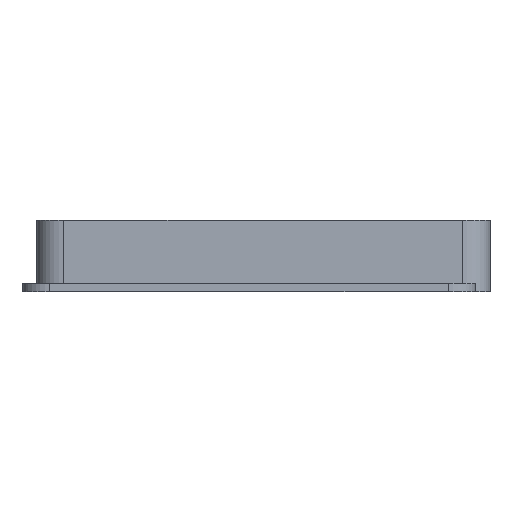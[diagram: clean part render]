
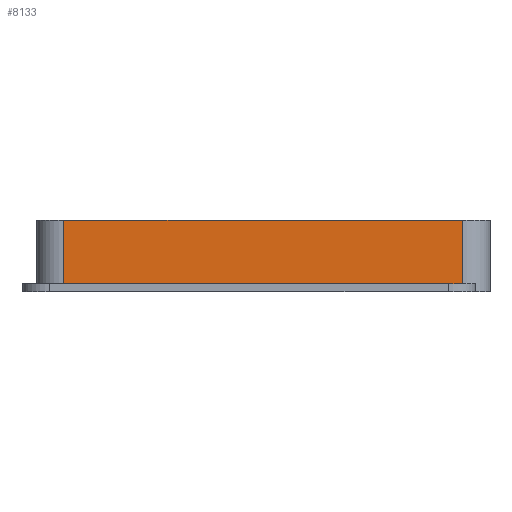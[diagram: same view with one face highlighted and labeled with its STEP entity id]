
A CAD part, left-side view. The second image highlights one B-rep face of the part: STEP entity #8133.
In plain terms, the highlighted planar face has unit normal (-1, 0, 0).
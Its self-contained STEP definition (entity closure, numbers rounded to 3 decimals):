
#1242=FACE_OUTER_BOUND('',#1705,.T.);
#1705=EDGE_LOOP('',(#7097,#7098,#7099,#7100));
#2329=LINE('',#16466,#2998);
#2331=LINE('',#16472,#3000);
#2332=LINE('',#16474,#3001);
#2333=LINE('',#16475,#3002);
#2998=VECTOR('',#9225,10.);
#3000=VECTOR('',#9231,10.);
#3001=VECTOR('',#9232,10.);
#3002=VECTOR('',#9233,10.);
#3809=VERTEX_POINT('',#16463);
#3810=VERTEX_POINT('',#16465);
#3812=VERTEX_POINT('',#16471);
#3813=VERTEX_POINT('',#16473);
#4936=EDGE_CURVE('',#3809,#3810,#2329,.T.);
#4939=EDGE_CURVE('',#3812,#3809,#2331,.T.);
#4940=EDGE_CURVE('',#3813,#3812,#2332,.T.);
#4941=EDGE_CURVE('',#3810,#3813,#2333,.T.);
#7097=ORIENTED_EDGE('',*,*,#4936,.F.);
#7098=ORIENTED_EDGE('',*,*,#4939,.F.);
#7099=ORIENTED_EDGE('',*,*,#4940,.F.);
#7100=ORIENTED_EDGE('',*,*,#4941,.F.);
#7738=PLANE('',#8360);
#8133=ADVANCED_FACE('',(#1242),#7738,.T.);
#8360=AXIS2_PLACEMENT_3D('',#16470,#9229,#9230);
#9225=DIRECTION('',(0.,0.,-1.));
#9229=DIRECTION('center_axis',(-1.,0.,0.));
#9230=DIRECTION('ref_axis',(0.,-1.,0.));
#9231=DIRECTION('',(0.,-1.,0.));
#9232=DIRECTION('',(0.,0.,1.));
#9233=DIRECTION('',(0.,1.,0.));
#16463=CARTESIAN_POINT('',(55.274,-38.936,13.));
#16465=CARTESIAN_POINT('',(55.274,-38.936,0.));
#16466=CARTESIAN_POINT('',(55.274,-38.936,0.));
#16470=CARTESIAN_POINT('Origin',(55.274,38.064,0.));
#16471=CARTESIAN_POINT('',(55.274,33.064,13.));
#16472=CARTESIAN_POINT('',(55.274,-43.936,13.));
#16473=CARTESIAN_POINT('',(55.274,33.064,0.));
#16474=CARTESIAN_POINT('',(55.274,33.064,0.));
#16475=CARTESIAN_POINT('',(55.274,-43.936,0.));
